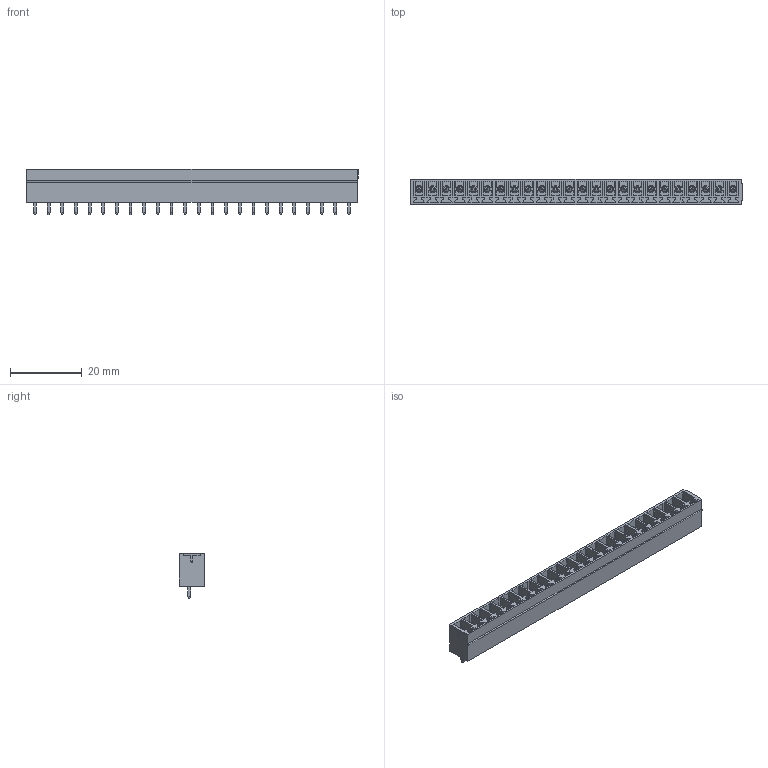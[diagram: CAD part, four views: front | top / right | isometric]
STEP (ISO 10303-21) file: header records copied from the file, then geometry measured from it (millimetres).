
FILE_DESCRIPTION( ( 'Unknown' ), '1' );
FILE_NAME( '691321300024.stp', 'Unknown', ( 'Unknown' ), ( 'Unknown' ), 'PSStep 14.0', 'Unknown', ' ' );
FILE_SCHEMA( ( 'AUTOMOTIVE_DESIGN { 1 0 10303 214 1 1 1 1 }' ) );
Length unit declared in the file: millimetre
Products named in the file (3): Assem1; 6913213000xx_PIN; 691321300024
Assembly tree (25 placements, depth 2):
  Assem1
    6913213000xx_PIN  x24
    691321300024
Bounding box: 92.63 x 7.2 x 12.7 mm (x, y, z)
Volume: 2962.5 mm3; surface area: 8796.4 mm2
Topology: 25 solids, 25 shells, 1392 faces, 3714 edges, 2396 vertices
Faces by surface type: plane 1293, cylinder 75, torus 24
Full cylindrical faces by diameter (mm): 1.9 x24
Entity records: 42778 total; most frequent: CARTESIAN_POINT 6098, ORIENTED_EDGE 5996, DIRECTION 5364, EDGE_CURVE 2998, LINE 2824, VECTOR 2824, VERTEX_POINT 2004, AXIS2_PLACEMENT_3D 1270
